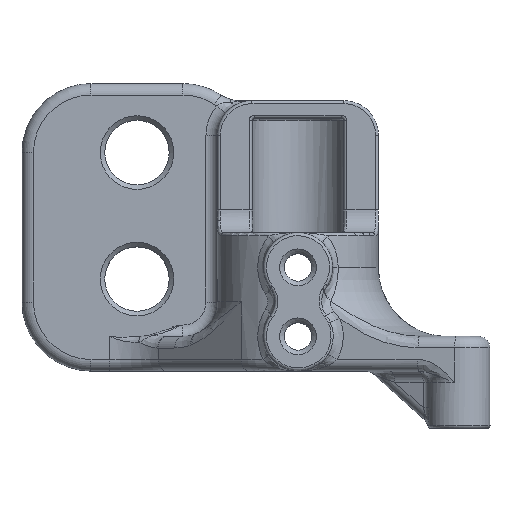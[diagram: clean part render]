
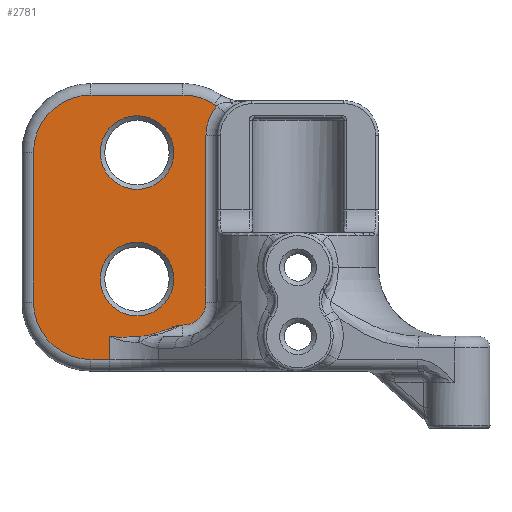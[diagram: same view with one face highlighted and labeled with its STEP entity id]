
A CAD part, top view. The second image highlights one B-rep face of the part: STEP entity #2781.
In plain terms, the highlighted planar face has unit normal (0, 0, 1).
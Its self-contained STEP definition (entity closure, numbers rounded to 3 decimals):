
#159=LINE('',#6064,#274);
#160=LINE('',#6068,#275);
#161=LINE('',#6072,#276);
#162=LINE('',#6074,#277);
#163=LINE('',#6096,#278);
#164=LINE('',#6099,#279);
#274=VECTOR('',#3581,10.);
#275=VECTOR('',#3584,10.);
#276=VECTOR('',#3587,10.);
#277=VECTOR('',#3588,10.);
#278=VECTOR('',#3591,10.);
#279=VECTOR('',#3594,10.);
#348=FACE_BOUND('',#814,.T.);
#349=FACE_BOUND('',#815,.T.);
#358=PLANE('',#3046);
#437=B_SPLINE_CURVE_WITH_KNOTS('',3,(#6076,#6077,#6078,#6079,#6080,#6081,
#6082,#6083),.UNSPECIFIED.,.F.,.F.,(4,2,2,4),(-0.001,0.,
0.171,0.291),.UNSPECIFIED.);
#438=B_SPLINE_CURVE_WITH_KNOTS('',3,(#6087,#6088,#6089,#6090,#6091,#6092,
#6093,#6094),.UNSPECIFIED.,.F.,.F.,(4,2,2,4),(0.,0.061,0.206,
0.207),.UNSPECIFIED.);
#613=FACE_OUTER_BOUND('',#813,.T.);
#813=EDGE_LOOP('',(#2170,#2171,#2172,#2173,#2174,#2175,#2176,#2177,#2178,
#2179,#2180,#2181,#2182,#2183,#2184));
#814=EDGE_LOOP('',(#2185));
#815=EDGE_LOOP('',(#2186));
#1017=CIRCLE('',#3045,3.2);
#1018=CIRCLE('',#3047,4.);
#1019=CIRCLE('',#3048,4.);
#1020=CIRCLE('',#3049,5.);
#1021=CIRCLE('',#3050,5.);
#1022=CIRCLE('',#3051,5.);
#1023=CIRCLE('',#3052,5.);
#1024=CIRCLE('',#3053,2.);
#1025=CIRCLE('',#3054,3.2);
#1267=VERTEX_POINT('',#6052);
#1268=VERTEX_POINT('',#6056);
#1269=VERTEX_POINT('',#6057);
#1270=VERTEX_POINT('',#6059);
#1271=VERTEX_POINT('',#6061);
#1272=VERTEX_POINT('',#6063);
#1273=VERTEX_POINT('',#6065);
#1274=VERTEX_POINT('',#6067);
#1275=VERTEX_POINT('',#6069);
#1276=VERTEX_POINT('',#6071);
#1277=VERTEX_POINT('',#6073);
#1278=VERTEX_POINT('',#6075);
#1279=VERTEX_POINT('',#6084);
#1280=VERTEX_POINT('',#6086);
#1281=VERTEX_POINT('',#6095);
#1282=VERTEX_POINT('',#6097);
#1283=VERTEX_POINT('',#6100);
#1586=EDGE_CURVE('',#1267,#1267,#1017,.T.);
#1588=EDGE_CURVE('',#1268,#1269,#1018,.T.);
#1589=EDGE_CURVE('',#1270,#1268,#1019,.T.);
#1590=EDGE_CURVE('',#1271,#1270,#1020,.T.);
#1591=EDGE_CURVE('',#1272,#1271,#159,.T.);
#1592=EDGE_CURVE('',#1273,#1272,#1021,.T.);
#1593=EDGE_CURVE('',#1274,#1273,#160,.T.);
#1594=EDGE_CURVE('',#1275,#1274,#1022,.T.);
#1595=EDGE_CURVE('',#1276,#1275,#161,.T.);
#1596=EDGE_CURVE('',#1277,#1276,#162,.T.);
#1597=EDGE_CURVE('',#1278,#1277,#437,.F.);
#1598=EDGE_CURVE('',#1278,#1279,#1023,.T.);
#1599=EDGE_CURVE('',#1280,#1279,#438,.F.);
#1600=EDGE_CURVE('',#1281,#1280,#163,.T.);
#1601=EDGE_CURVE('',#1282,#1281,#1024,.T.);
#1602=EDGE_CURVE('',#1269,#1282,#164,.T.);
#1603=EDGE_CURVE('',#1283,#1283,#1025,.T.);
#2170=ORIENTED_EDGE('',*,*,#1588,.F.);
#2171=ORIENTED_EDGE('',*,*,#1589,.F.);
#2172=ORIENTED_EDGE('',*,*,#1590,.F.);
#2173=ORIENTED_EDGE('',*,*,#1591,.F.);
#2174=ORIENTED_EDGE('',*,*,#1592,.F.);
#2175=ORIENTED_EDGE('',*,*,#1593,.F.);
#2176=ORIENTED_EDGE('',*,*,#1594,.F.);
#2177=ORIENTED_EDGE('',*,*,#1595,.F.);
#2178=ORIENTED_EDGE('',*,*,#1596,.F.);
#2179=ORIENTED_EDGE('',*,*,#1597,.F.);
#2180=ORIENTED_EDGE('',*,*,#1598,.T.);
#2181=ORIENTED_EDGE('',*,*,#1599,.F.);
#2182=ORIENTED_EDGE('',*,*,#1600,.F.);
#2183=ORIENTED_EDGE('',*,*,#1601,.F.);
#2184=ORIENTED_EDGE('',*,*,#1602,.F.);
#2185=ORIENTED_EDGE('',*,*,#1603,.F.);
#2186=ORIENTED_EDGE('',*,*,#1586,.F.);
#2781=ADVANCED_FACE('',(#613,#348,#349),#358,.T.);
#3045=AXIS2_PLACEMENT_3D('',#6053,#3570,#3571);
#3046=AXIS2_PLACEMENT_3D('',#6055,#3573,#3574);
#3047=AXIS2_PLACEMENT_3D('',#6058,#3575,#3576);
#3048=AXIS2_PLACEMENT_3D('',#6060,#3577,#3578);
#3049=AXIS2_PLACEMENT_3D('',#6062,#3579,#3580);
#3050=AXIS2_PLACEMENT_3D('',#6066,#3582,#3583);
#3051=AXIS2_PLACEMENT_3D('',#6070,#3585,#3586);
#3052=AXIS2_PLACEMENT_3D('',#6085,#3589,#3590);
#3053=AXIS2_PLACEMENT_3D('',#6098,#3592,#3593);
#3054=AXIS2_PLACEMENT_3D('',#6101,#3595,#3596);
#3570=DIRECTION('center_axis',(0.,0.,1.));
#3571=DIRECTION('ref_axis',(1.,0.,0.));
#3573=DIRECTION('center_axis',(0.,0.,1.));
#3574=DIRECTION('ref_axis',(1.,0.,0.));
#3575=DIRECTION('center_axis',(0.,0.,1.));
#3576=DIRECTION('ref_axis',(-0.922,0.388,0.));
#3577=DIRECTION('center_axis',(0.,0.,1.));
#3578=DIRECTION('ref_axis',(-0.289,-0.957,0.));
#3579=DIRECTION('center_axis',(0.,0.,-1.));
#3580=DIRECTION('ref_axis',(0.289,0.957,0.));
#3581=DIRECTION('',(1.,0.,0.));
#3582=DIRECTION('center_axis',(0.,0.,-1.));
#3583=DIRECTION('ref_axis',(-0.707,0.707,0.));
#3584=DIRECTION('',(0.,1.,0.));
#3585=DIRECTION('center_axis',(0.,0.,-1.));
#3586=DIRECTION('ref_axis',(-0.707,-0.707,0.));
#3587=DIRECTION('',(-1.,0.,0.));
#3588=DIRECTION('',(0.,-1.,0.));
#3589=DIRECTION('center_axis',(0.,0.,1.));
#3590=DIRECTION('ref_axis',(-1.,0.,0.));
#3591=DIRECTION('',(-1.,0.,0.));
#3592=DIRECTION('center_axis',(0.,0.,-1.));
#3593=DIRECTION('ref_axis',(0.707,-0.707,0.));
#3594=DIRECTION('',(0.,-1.,0.));
#3595=DIRECTION('center_axis',(0.,0.,1.));
#3596=DIRECTION('ref_axis',(1.,0.,0.));
#6052=CARTESIAN_POINT('',(6.8,5.,3.));
#6053=CARTESIAN_POINT('Origin',(10.,5.,3.));
#6055=CARTESIAN_POINT('Origin',(10.,9.5,3.));
#6056=CARTESIAN_POINT('',(16.929,20.063,3.));
#6057=CARTESIAN_POINT('',(16.,17.5,3.));
#6058=CARTESIAN_POINT('Origin',(20.,17.5,3.));
#6059=CARTESIAN_POINT('',(16.764,20.167,3.));
#6060=CARTESIAN_POINT('Origin',(18.975,23.5,3.));
#6061=CARTESIAN_POINT('',(14.,21.,3.));
#6062=CARTESIAN_POINT('Origin',(14.,16.,3.));
#6063=CARTESIAN_POINT('',(6.,21.,3.));
#6064=CARTESIAN_POINT('',(12.,21.,3.));
#6065=CARTESIAN_POINT('',(1.,16.,3.));
#6066=CARTESIAN_POINT('Origin',(6.,16.,3.));
#6067=CARTESIAN_POINT('',(1.,3.,3.));
#6068=CARTESIAN_POINT('',(1.,12.75,3.));
#6069=CARTESIAN_POINT('',(6.,-2.,3.));
#6070=CARTESIAN_POINT('Origin',(6.,3.,3.));
#6071=CARTESIAN_POINT('',(7.615,-2.,3.));
#6072=CARTESIAN_POINT('',(5.,-2.,3.));
#6073=CARTESIAN_POINT('',(7.615,0.044,3.));
#6074=CARTESIAN_POINT('',(7.615,3.25,3.));
#6075=CARTESIAN_POINT('',(10.105,0.001,3.));
#6076=CARTESIAN_POINT('Ctrl Pts',(7.615,0.044,3.));
#6077=CARTESIAN_POINT('Ctrl Pts',(7.618,0.043,3.));
#6078=CARTESIAN_POINT('Ctrl Pts',(7.622,0.043,3.));
#6079=CARTESIAN_POINT('Ctrl Pts',(8.182,-0.067,
3.));
#6080=CARTESIAN_POINT('Ctrl Pts',(8.707,-0.066,3.));
#6081=CARTESIAN_POINT('Ctrl Pts',(9.509,-0.03,
3.));
#6082=CARTESIAN_POINT('Ctrl Pts',(9.813,-0.005,
3.));
#6083=CARTESIAN_POINT('Ctrl Pts',(10.105,0.001,3.));
#6084=CARTESIAN_POINT('',(11.831,0.347,3.));
#6085=CARTESIAN_POINT('Origin',(10.,5.,3.));
#6086=CARTESIAN_POINT('',(13.775,1.,3.));
#6087=CARTESIAN_POINT('Ctrl Pts',(11.831,0.347,3.));
#6088=CARTESIAN_POINT('Ctrl Pts',(12.019,0.421,3.));
#6089=CARTESIAN_POINT('Ctrl Pts',(12.22,0.491,3.));
#6090=CARTESIAN_POINT('Ctrl Pts',(12.867,0.705,3.));
#6091=CARTESIAN_POINT('Ctrl Pts',(13.34,0.842,3.));
#6092=CARTESIAN_POINT('Ctrl Pts',(13.769,0.998,3.));
#6093=CARTESIAN_POINT('Ctrl Pts',(13.772,0.999,3.));
#6094=CARTESIAN_POINT('Ctrl Pts',(13.775,1.,3.));
#6095=CARTESIAN_POINT('',(14.,1.,3.));
#6096=CARTESIAN_POINT('',(15.175,1.,3.));
#6097=CARTESIAN_POINT('',(16.,3.,3.));
#6098=CARTESIAN_POINT('Origin',(14.,3.,3.));
#6099=CARTESIAN_POINT('',(16.,3.25,3.));
#6100=CARTESIAN_POINT('',(6.8,16.,3.));
#6101=CARTESIAN_POINT('Origin',(10.,16.,3.));
